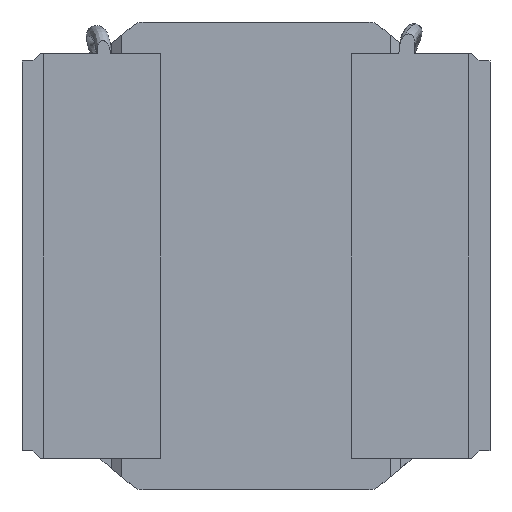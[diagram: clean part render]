
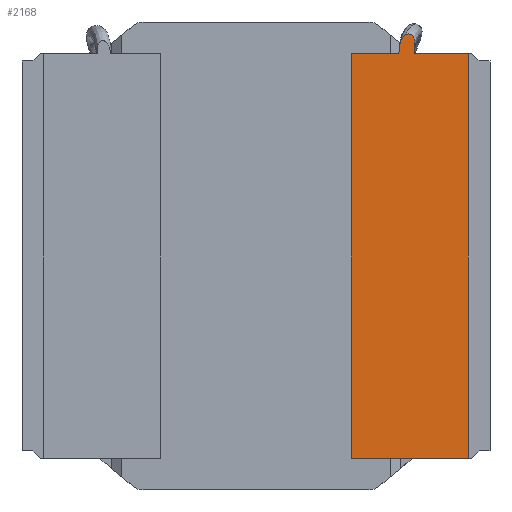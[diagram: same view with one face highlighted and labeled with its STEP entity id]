
A CAD part, front view. The second image highlights one B-rep face of the part: STEP entity #2168.
In plain terms, the highlighted planar face has unit normal (0, -1, 0).
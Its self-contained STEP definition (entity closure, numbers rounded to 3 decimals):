
#140 = LINE ( 'NONE', #3796, #259 ) ;
#146 = EDGE_LOOP ( 'NONE', ( #2537, #2296, #3720, #2453, #1405, #3161, #316 ) ) ;
#259 = VECTOR ( 'NONE', #3784, 1000. ) ;
#316 = ORIENTED_EDGE ( 'NONE', *, *, #1933, .T. ) ;
#380 = CARTESIAN_POINT ( 'NONE',  ( 0.61, -0.03, 1.528 ) ) ;
#384 = PLANE ( 'NONE',  #1846 ) ;
#389 = CARTESIAN_POINT ( 'NONE',  ( 0.975, -0.03, 1.426 ) ) ;
#422 = LINE ( 'NONE', #1158, #3506 ) ;
#622 = CARTESIAN_POINT ( 'NONE',  ( 0.916, -0.03, 1.295 ) ) ;
#700 = EDGE_CURVE ( 'NONE', #2203, #2778, #422, .T. ) ;
#719 = CARTESIAN_POINT ( 'NONE',  ( 1.012, -0.03, 1.406 ) ) ;
#725 = VERTEX_POINT ( 'NONE', #1170 ) ;
#749 = CARTESIAN_POINT ( 'NONE',  ( 0.917, -0.03, 1.318 ) ) ;
#1002 = CARTESIAN_POINT ( 'NONE',  ( 0.61, -0.03, 1.295 ) ) ;
#1057 = CARTESIAN_POINT ( 'NONE',  ( 1.021, -0.03, 1.35 ) ) ;
#1124 = LINE ( 'NONE', #380, #2722 ) ;
#1158 = CARTESIAN_POINT ( 'NONE',  ( -1.5, -0.03, 1.295 ) ) ;
#1170 = CARTESIAN_POINT ( 'NONE',  ( 1.015, -0.03, 1.295 ) ) ;
#1185 = DIRECTION ( 'NONE',  ( -1., 0., 0. ) ) ;
#1386 = CARTESIAN_POINT ( 'NONE',  ( 1.015, -0.03, 1.295 ) ) ;
#1405 = ORIENTED_EDGE ( 'NONE', *, *, #4040, .T. ) ;
#1530 = B_SPLINE_CURVE_WITH_KNOTS ( 'NONE', 3,
 ( #622, #749, #4108, #3958, #3504, #2563 ),
 .UNSPECIFIED., .F., .F.,
 ( 4, 2, 4 ),
 ( 0., 0., 0. ),
 .UNSPECIFIED. ) ;
#1587 = VECTOR ( 'NONE', #3660, 1000. ) ;
#1593 = EDGE_CURVE ( 'NONE', #2203, #2985, #1530, .T. ) ;
#1712 = DIRECTION ( 'NONE',  ( 0., 0., -1. ) ) ;
#1830 = DIRECTION ( 'NONE',  ( 0., 0., 1. ) ) ;
#1843 = LINE ( 'NONE', #2026, #2700 ) ;
#1846 = AXIS2_PLACEMENT_3D ( 'NONE', #4121, #4109, #4086 ) ;
#1933 = EDGE_CURVE ( 'NONE', #2906, #2254, #1843, .T. ) ;
#2026 = CARTESIAN_POINT ( 'NONE',  ( 1.36, -0.03, 1.528 ) ) ;
#2035 = B_SPLINE_CURVE_WITH_KNOTS ( 'NONE', 3,
 ( #3859, #389, #2670, #719, #2959, #1057, #3270, #1386 ),
 .UNSPECIFIED., .F., .F.,
 ( 4, 2, 2, 4 ),
 ( 0., 0., 0., 0. ),
 .UNSPECIFIED. ) ;
#2043 = CARTESIAN_POINT ( 'NONE',  ( 1.36, -0.03, -1.295 ) ) ;
#2168 = ADVANCED_FACE ( 'NONE', ( #3640 ), #384, .T. ) ;
#2203 = VERTEX_POINT ( 'NONE', #3928 ) ;
#2220 = EDGE_CURVE ( 'NONE', #2254, #725, #140, .T. ) ;
#2254 = VERTEX_POINT ( 'NONE', #3582 ) ;
#2296 = ORIENTED_EDGE ( 'NONE', *, *, #3239, .F. ) ;
#2429 = CARTESIAN_POINT ( 'NONE',  ( -1.5, -0.03, -1.295 ) ) ;
#2453 = ORIENTED_EDGE ( 'NONE', *, *, #700, .T. ) ;
#2537 = ORIENTED_EDGE ( 'NONE', *, *, #2220, .T. ) ;
#2563 = CARTESIAN_POINT ( 'NONE',  ( 0.962, -0.03, 1.42 ) ) ;
#2670 = CARTESIAN_POINT ( 'NONE',  ( 0.991, -0.03, 1.425 ) ) ;
#2700 = VECTOR ( 'NONE', #1830, 1000. ) ;
#2707 = CARTESIAN_POINT ( 'NONE',  ( 0.962, -0.03, 1.42 ) ) ;
#2722 = VECTOR ( 'NONE', #1712, 1000. ) ;
#2778 = VERTEX_POINT ( 'NONE', #1002 ) ;
#2906 = VERTEX_POINT ( 'NONE', #2043 ) ;
#2959 = CARTESIAN_POINT ( 'NONE',  ( 1.016, -0.03, 1.392 ) ) ;
#2985 = VERTEX_POINT ( 'NONE', #2707 ) ;
#3161 = ORIENTED_EDGE ( 'NONE', *, *, #3473, .T. ) ;
#3236 = LINE ( 'NONE', #2429, #1587 ) ;
#3239 = EDGE_CURVE ( 'NONE', #2985, #725, #2035, .T. ) ;
#3270 = CARTESIAN_POINT ( 'NONE',  ( 1.016, -0.03, 1.323 ) ) ;
#3473 = EDGE_CURVE ( 'NONE', #3798, #2906, #3236, .T. ) ;
#3504 = CARTESIAN_POINT ( 'NONE',  ( 0.941, -0.03, 1.411 ) ) ;
#3506 = VECTOR ( 'NONE', #1185, 1000. ) ;
#3536 = CARTESIAN_POINT ( 'NONE',  ( 0.61, -0.03, -1.295 ) ) ;
#3582 = CARTESIAN_POINT ( 'NONE',  ( 1.36, -0.03, 1.295 ) ) ;
#3640 = FACE_OUTER_BOUND ( 'NONE', #146, .T. ) ;
#3660 = DIRECTION ( 'NONE',  ( 1., 0., 0. ) ) ;
#3720 = ORIENTED_EDGE ( 'NONE', *, *, #1593, .F. ) ;
#3784 = DIRECTION ( 'NONE',  ( -1., 0., 0. ) ) ;
#3796 = CARTESIAN_POINT ( 'NONE',  ( -1.5, -0.03, 1.295 ) ) ;
#3798 = VERTEX_POINT ( 'NONE', #3536 ) ;
#3859 = CARTESIAN_POINT ( 'NONE',  ( 0.962, -0.03, 1.42 ) ) ;
#3928 = CARTESIAN_POINT ( 'NONE',  ( 0.916, -0.03, 1.295 ) ) ;
#3958 = CARTESIAN_POINT ( 'NONE',  ( 0.93, -0.03, 1.387 ) ) ;
#4040 = EDGE_CURVE ( 'NONE', #2778, #3798, #1124, .T. ) ;
#4086 = DIRECTION ( 'NONE',  ( 0., 0., -1. ) ) ;
#4108 = CARTESIAN_POINT ( 'NONE',  ( 0.919, -0.03, 1.341 ) ) ;
#4109 = DIRECTION ( 'NONE',  ( 0., -1., 0. ) ) ;
#4121 = CARTESIAN_POINT ( 'NONE',  ( -1.5, -0.03, 1.528 ) ) ;
